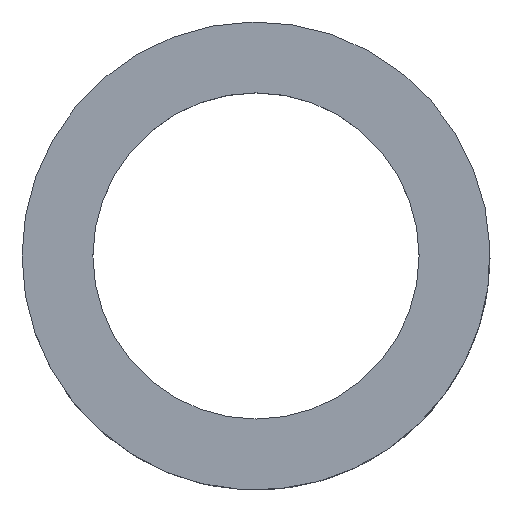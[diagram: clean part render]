
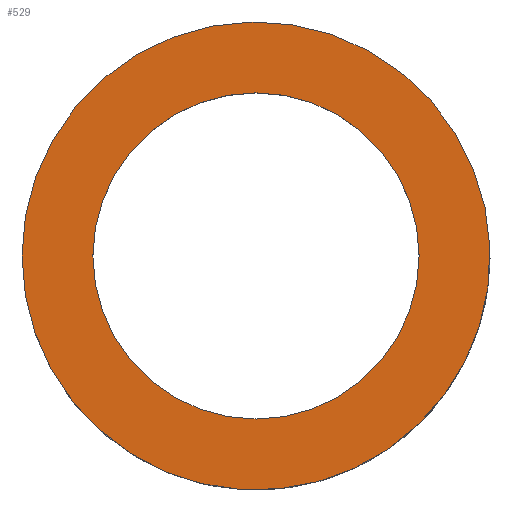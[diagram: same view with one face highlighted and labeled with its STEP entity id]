
A CAD part, top view. The second image highlights one B-rep face of the part: STEP entity #529.
In plain terms, the highlighted face is planar.
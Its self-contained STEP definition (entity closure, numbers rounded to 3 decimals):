
#39=PLANE('',#588);
#183=ORIENTED_EDGE('',*,*,#318,.T.);
#184=ORIENTED_EDGE('',*,*,#319,.T.);
#318=EDGE_CURVE('',#385,#385,#425,.F.);
#319=EDGE_CURVE('',#386,#386,#426,.T.);
#385=VERTEX_POINT('',#834);
#386=VERTEX_POINT('',#836);
#425=CIRCLE('',#589,33.);
#426=CIRCLE('',#590,23.);
#443=EDGE_LOOP('',(#183));
#444=EDGE_LOOP('',(#184));
#483=FACE_BOUND('',#443,.T.);
#484=FACE_BOUND('',#444,.T.);
#529=ADVANCED_FACE('',(#483,#484),#39,.F.);
#588=AXIS2_PLACEMENT_3D('',#832,#675,#676);
#589=AXIS2_PLACEMENT_3D('',#833,#677,#678);
#590=AXIS2_PLACEMENT_3D('',#835,#679,#680);
#675=DIRECTION('',(0.,0.,1.));
#676=DIRECTION('',(1.,0.,0.));
#677=DIRECTION('',(0.,0.,1.));
#678=DIRECTION('',(1.,0.,0.));
#679=DIRECTION('',(0.,0.,1.));
#680=DIRECTION('',(1.,0.,0.));
#832=CARTESIAN_POINT('',(-100.,-50.002,1.));
#833=CARTESIAN_POINT('',(0.,-0.002,1.));
#834=CARTESIAN_POINT('',(33.,-0.002,1.));
#835=CARTESIAN_POINT('',(0.,0.,1.));
#836=CARTESIAN_POINT('',(23.,0.,1.));
